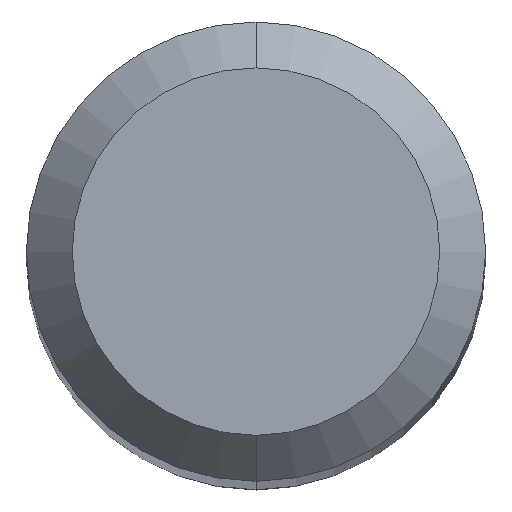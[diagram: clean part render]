
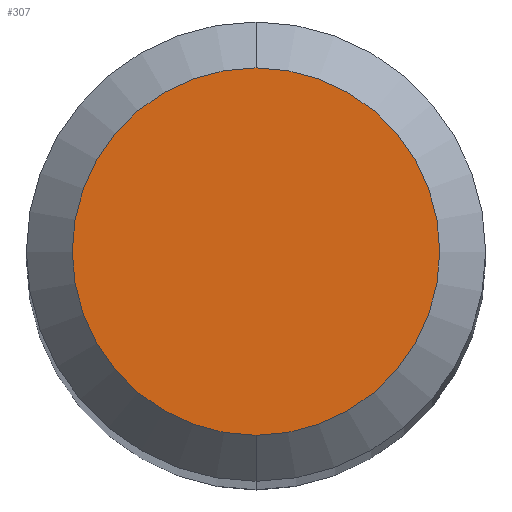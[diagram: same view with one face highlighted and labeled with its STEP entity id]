
A CAD part, top view. The second image highlights one B-rep face of the part: STEP entity #307.
In plain terms, the highlighted planar face has unit normal (0, 0, 1).
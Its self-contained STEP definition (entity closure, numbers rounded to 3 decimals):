
#243=VERTEX_POINT('',#556);
#267=EDGE_CURVE('',#243,#367,#583,.T.);
#307=ADVANCED_FACE('',(#628),#629,.T.);
#367=VERTEX_POINT('',#694);
#449=EDGE_CURVE('',#367,#243,#785,.T.);
#556=CARTESIAN_POINT('',(0.0,1.2,0.));
#583=CIRCLE('',#1055,1.2);
#628=FACE_OUTER_BOUND('',#1109,.T.);
#629=PLANE('',#1110);
#694=CARTESIAN_POINT('',(0.,-1.2,0.));
#785=CIRCLE('',#1421,1.2);
#1055=AXIS2_PLACEMENT_3D('',#1553,#1554,#1555);
#1109=EDGE_LOOP('',(#1615,#1616));
#1110=AXIS2_PLACEMENT_3D('',#1617,#1618,#1619);
#1421=AXIS2_PLACEMENT_3D('',#1789,#1790,#1791);
#1553=CARTESIAN_POINT('',(0.0,0.0,0.));
#1554=DIRECTION('',(0.0,0.0,-1.0));
#1555=DIRECTION('',(0.0,1.0,0.0));
#1615=ORIENTED_EDGE('',*,*,#267,.F.);
#1616=ORIENTED_EDGE('',*,*,#449,.F.);
#1617=CARTESIAN_POINT('',(0.0,0.6,0.));
#1618=DIRECTION('',(-0.0,0.0,1.0));
#1619=DIRECTION('',(0.0,-1.0,0.0));
#1789=CARTESIAN_POINT('',(0.0,0.0,0.));
#1790=DIRECTION('',(0.0,0.0,-1.0));
#1791=DIRECTION('',(0.0,1.0,0.0));
